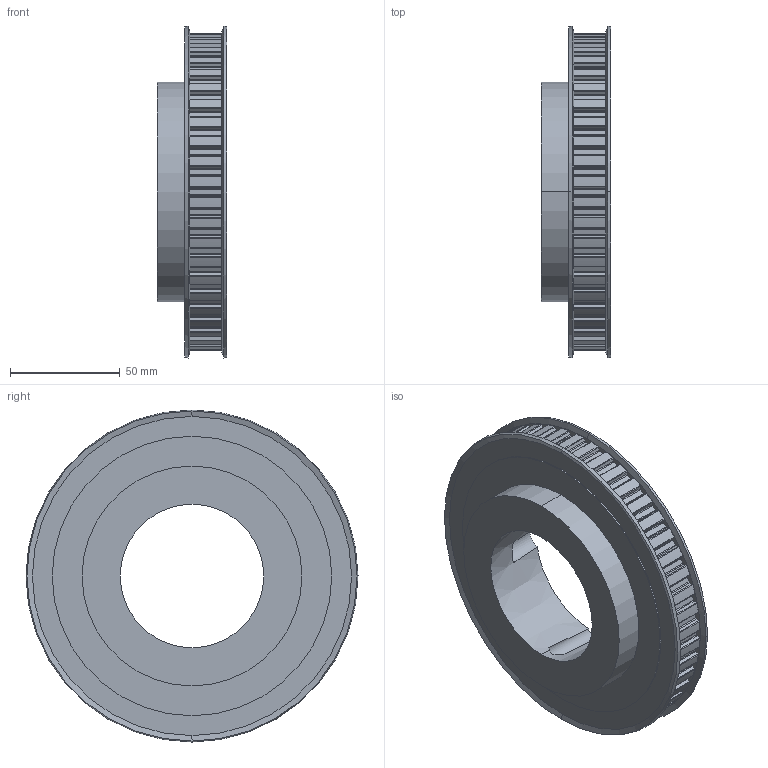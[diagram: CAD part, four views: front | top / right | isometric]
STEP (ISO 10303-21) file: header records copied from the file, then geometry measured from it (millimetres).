
FILE_DESCRIPTION (( 'STEP AP214' ), '1' );
FILE_NAME ('STL48L050AF-2012.STEP', '2019-07-31T15:57:51', ( '' ), ( '' ), 'SwSTEP 2.0', 'SolidWorks 2018', '' );
FILE_SCHEMA (( 'AUTOMOTIVE_DESIGN' ));
Length unit declared in the file: millimetre
Products named in the file (1): STL48L050AF-2012
Bounding box: 31.81 x 151.13 x 151.13 mm (x, y, z)
Volume: 291276.9 mm3; surface area: 81431.5 mm2
Topology: 4 solids, 4 shells, 466 faces, 1368 edges, 907 vertices
Faces by surface type: cylinder 294, plane 154, cone 18
Entity records: 16062 total; most frequent: DIRECTION 2893, CARTESIAN_POINT 2810, ORIENTED_EDGE 2728, EDGE_CURVE 1364, AXIS2_PLACEMENT_3D 1076, VERTEX_POINT 907, LINE 741, VECTOR 741
